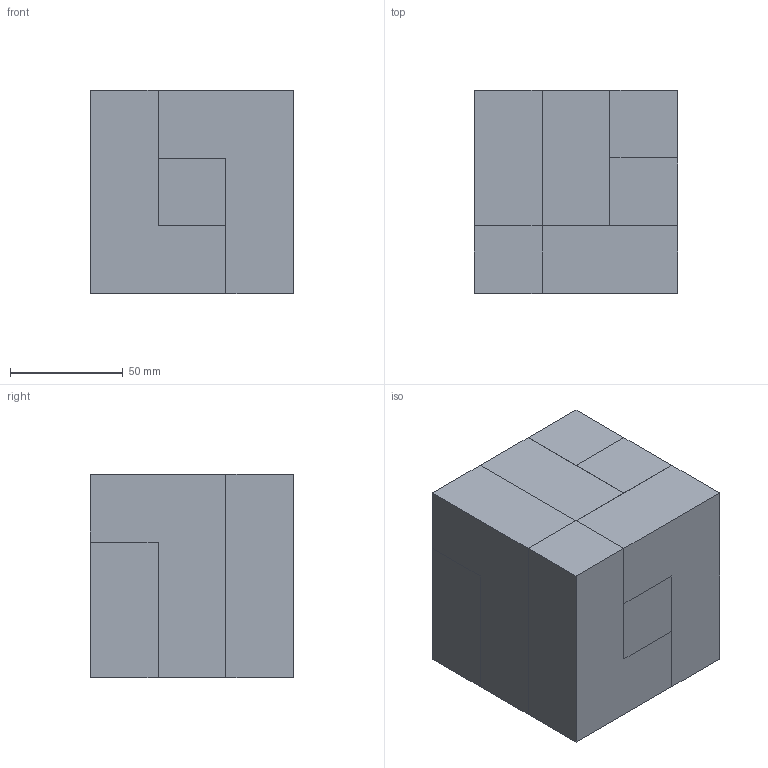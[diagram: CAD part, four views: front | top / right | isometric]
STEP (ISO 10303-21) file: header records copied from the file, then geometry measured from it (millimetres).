
FILE_DESCRIPTION (( 'STEP AP203' ), '1' );
FILE_NAME ('Assem4.STEP', '2024-10-06T07:35:23', ( '' ), ( '' ), 'SwSTEP 2.0', 'SolidWorks 2024', '' );
FILE_SCHEMA (( 'CONFIG_CONTROL_DESIGN' ));
Length unit declared in the file: millimetre
Products named in the file (8): Assem2; Assem3; task2Part1; Assem1; Assem4; task2Part3; task2part4; task2Part2
Assembly tree (10 placements, depth 3):
  Assem4
    Assem3
      task2Part1  x2
    Assem2
      task2part4
      task2Part1  x2
    Assem1
      task2Part2
      task2Part3
Bounding box: 90 x 90 x 90 mm (x, y, z)
Volume: 729000 mm3; surface area: 109800 mm2
Topology: 7 solids, 7 shells, 60 faces, 138 edges, 92 vertices
Faces by surface type: plane 60
Entity records: 1966 total; most frequent: CARTESIAN_POINT 192, DIRECTION 188, ORIENTED_EDGE 168, VECTOR 84, EDGE_CURVE 84, LINE 84, PERSON_AND_ORGANIZATION 74, COORDINATED_UNIVERSAL_TIME_OFFSET 60
